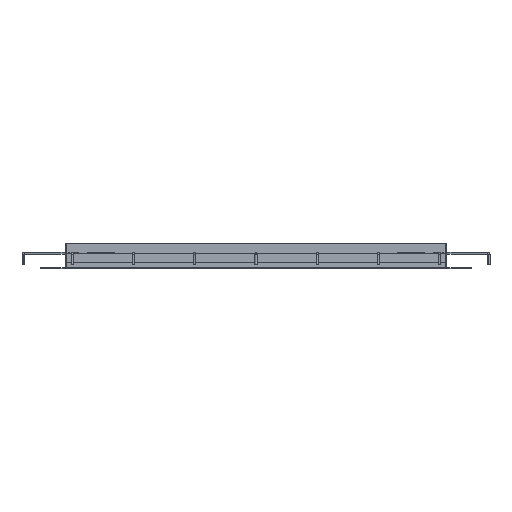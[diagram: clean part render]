
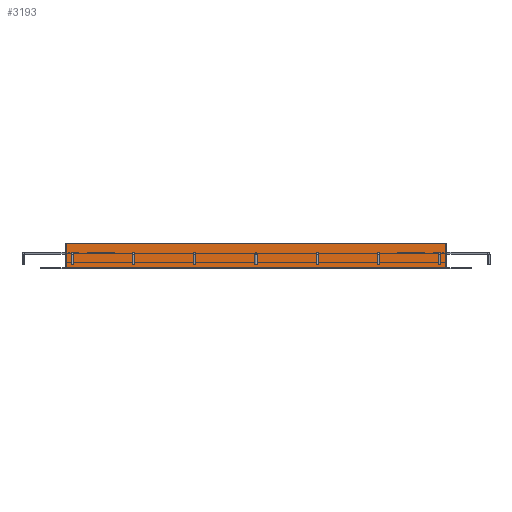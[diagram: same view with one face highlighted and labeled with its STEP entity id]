
A CAD part, front view. The second image highlights one B-rep face of the part: STEP entity #3193.
In plain terms, the highlighted planar face has unit normal (0, -1, 0).
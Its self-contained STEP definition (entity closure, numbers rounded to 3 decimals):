
#3193=ADVANCED_FACE('',(#7272),#68737,.T.);
#7272=FACE_OUTER_BOUND('',#11351,.T.);
#11351=EDGE_LOOP('',(#16864,#16865,#16866,#16867));
#16864=ORIENTED_EDGE('',*,*,#38722,.T.);
#16865=ORIENTED_EDGE('',*,*,#38723,.F.);
#16866=ORIENTED_EDGE('',*,*,#38724,.F.);
#16867=ORIENTED_EDGE('',*,*,#38725,.F.);
#38722=EDGE_CURVE('',#60724,#60725,#51980,.T.);
#38723=EDGE_CURVE('',#60726,#60725,#51981,.T.);
#38724=EDGE_CURVE('',#60727,#60726,#51982,.T.);
#38725=EDGE_CURVE('',#60724,#60727,#51983,.T.);
#51980=B_SPLINE_CURVE_WITH_KNOTS('',1,(#78588,#78589),.UNSPECIFIED.,.F.,
 .F.,(2,2),(-46.5,139.5),.UNSPECIFIED.);
#51981=B_SPLINE_CURVE_WITH_KNOTS('',1,(#78590,#78591),.UNSPECIFIED.,.F.,
 .F.,(2,2),(-12.5,-0.6),.UNSPECIFIED.);
#51982=B_SPLINE_CURVE_WITH_KNOTS('',1,(#78592,#78593),.UNSPECIFIED.,.F.,
 .F.,(2,2),(-186.,0.),.UNSPECIFIED.);
#51983=B_SPLINE_CURVE_WITH_KNOTS('',1,(#78594,#78595),.UNSPECIFIED.,.F.,
 .F.,(2,2),(-11.9,0.),.UNSPECIFIED.);
#60724=VERTEX_POINT('',#78572);
#60725=VERTEX_POINT('',#78573);
#60726=VERTEX_POINT('',#78574);
#60727=VERTEX_POINT('',#78575);
#68737=PLANE('',#72019);
#72019=AXIS2_PLACEMENT_3D('',#78552,#75285,$);
#75285=DIRECTION('',(0.,-1.,0.));
#78552=CARTESIAN_POINT('',(215.99,211.,125.01));
#78572=CARTESIAN_POINT('',(216.,211.,6.));
#78573=CARTESIAN_POINT('',(2076.,211.,6.));
#78574=CARTESIAN_POINT('',(2076.,211.,125.));
#78575=CARTESIAN_POINT('',(216.,211.,125.));
#78588=CARTESIAN_POINT('',(216.,211.,6.));
#78589=CARTESIAN_POINT('',(2076.,211.,6.));
#78590=CARTESIAN_POINT('',(2076.,211.,125.));
#78591=CARTESIAN_POINT('',(2076.,211.,6.));
#78592=CARTESIAN_POINT('',(216.,211.,125.));
#78593=CARTESIAN_POINT('',(2076.,211.,125.));
#78594=CARTESIAN_POINT('',(216.,211.,6.));
#78595=CARTESIAN_POINT('',(216.,211.,125.));
